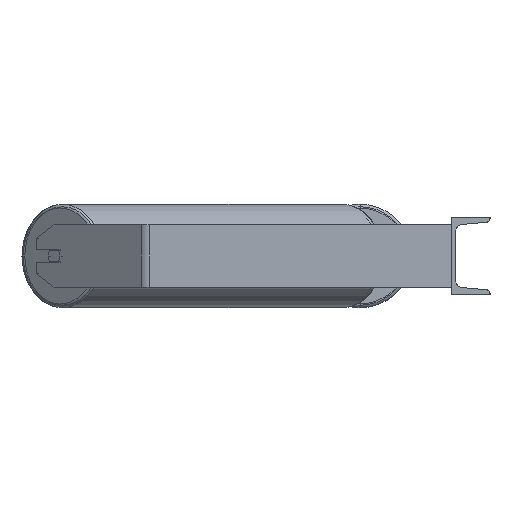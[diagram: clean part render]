
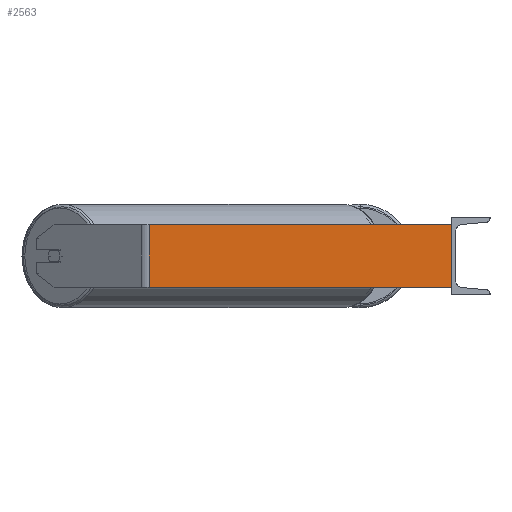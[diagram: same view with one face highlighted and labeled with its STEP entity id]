
A CAD part, left-side view. The second image highlights one B-rep face of the part: STEP entity #2563.
In plain terms, the highlighted planar face has unit normal (-1, 0, 0).
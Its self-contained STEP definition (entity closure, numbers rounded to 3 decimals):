
#377 = VERTEX_POINT ( 'NONE', #8607 ) ;
#433 = VECTOR ( 'NONE', #7297, 1000. ) ;
#578 = LINE ( 'NONE', #2850, #5318 ) ;
#726 = VECTOR ( 'NONE', #2707, 1000. ) ;
#1323 = PLANE ( 'NONE',  #8810 ) ;
#1365 = EDGE_CURVE ( 'NONE', #5836, #377, #578, .T. ) ;
#1565 = ORIENTED_EDGE ( 'NONE', *, *, #6490, .T. ) ;
#1673 = DIRECTION ( 'NONE',  ( 0., 0., -1. ) ) ;
#1943 = CARTESIAN_POINT ( 'NONE',  ( -885., 388.515, 40. ) ) ;
#2556 = DIRECTION ( 'NONE',  ( 0., 1., 0. ) ) ;
#2563 = ADVANCED_FACE ( 'NONE', ( #5211 ), #1323, .F. ) ;
#2707 = DIRECTION ( 'NONE',  ( 0., 0., -1. ) ) ;
#2850 = CARTESIAN_POINT ( 'NONE',  ( -885., 394.339, 40. ) ) ;
#3054 = LINE ( 'NONE', #5924, #5520 ) ;
#3303 = CARTESIAN_POINT ( 'NONE',  ( -885., 388.515, 40. ) ) ;
#3421 = CARTESIAN_POINT ( 'NONE',  ( -885., 388.515, -40. ) ) ;
#3543 = ORIENTED_EDGE ( 'NONE', *, *, #4713, .F. ) ;
#4433 = LINE ( 'NONE', #8031, #433 ) ;
#4660 = CARTESIAN_POINT ( 'NONE',  ( -885., 394.339, 40. ) ) ;
#4713 = EDGE_CURVE ( 'NONE', #377, #4830, #3054, .T. ) ;
#4770 = DIRECTION ( 'NONE',  ( 0., -1., 0. ) ) ;
#4830 = VERTEX_POINT ( 'NONE', #6654 ) ;
#4978 = EDGE_LOOP ( 'NONE', ( #1565, #3543, #8403, #5200 ) ) ;
#5156 = EDGE_CURVE ( 'NONE', #5836, #6766, #8898, .T. ) ;
#5200 = ORIENTED_EDGE ( 'NONE', *, *, #5156, .T. ) ;
#5211 = FACE_OUTER_BOUND ( 'NONE', #4978, .T. ) ;
#5318 = VECTOR ( 'NONE', #4770, 1000. ) ;
#5520 = VECTOR ( 'NONE', #1673, 1000. ) ;
#5836 = VERTEX_POINT ( 'NONE', #1943 ) ;
#5924 = CARTESIAN_POINT ( 'NONE',  ( -885., 0., 40. ) ) ;
#6490 = EDGE_CURVE ( 'NONE', #6766, #4830, #4433, .T. ) ;
#6654 = CARTESIAN_POINT ( 'NONE',  ( -885., 0., -40. ) ) ;
#6766 = VERTEX_POINT ( 'NONE', #3421 ) ;
#7297 = DIRECTION ( 'NONE',  ( 0., -1., 0. ) ) ;
#7430 = DIRECTION ( 'NONE',  ( 1., 0., 0. ) ) ;
#8031 = CARTESIAN_POINT ( 'NONE',  ( -885., 394.339, -40. ) ) ;
#8403 = ORIENTED_EDGE ( 'NONE', *, *, #1365, .F. ) ;
#8607 = CARTESIAN_POINT ( 'NONE',  ( -885., 0., 40. ) ) ;
#8810 = AXIS2_PLACEMENT_3D ( 'NONE', #4660, #7430, #2556 ) ;
#8898 = LINE ( 'NONE', #3303, #726 ) ;
